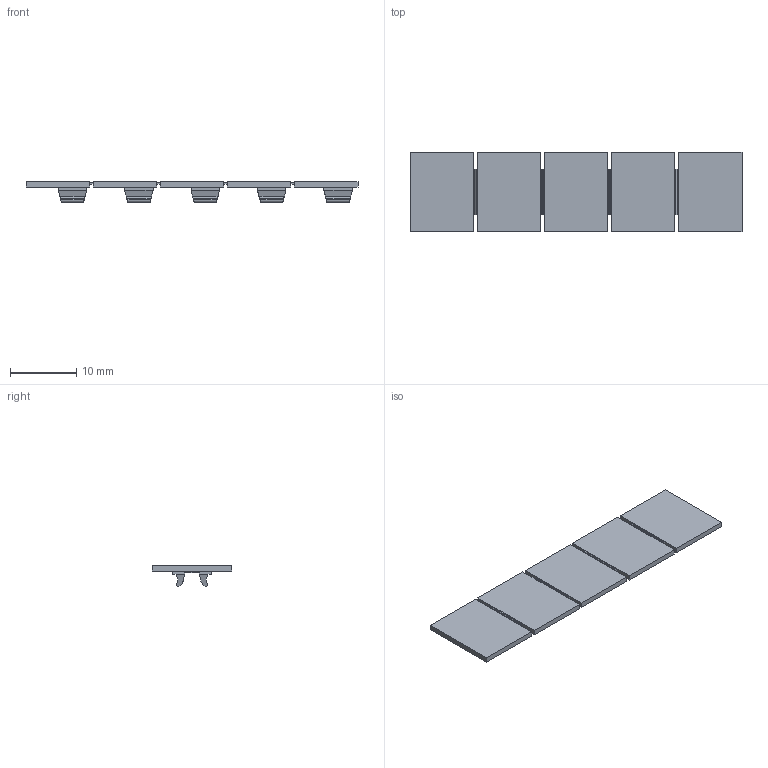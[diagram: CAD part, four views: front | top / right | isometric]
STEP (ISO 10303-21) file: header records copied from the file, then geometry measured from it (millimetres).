
FILE_DESCRIPTION(/* description */ (''),/* implementation_level */ '2;1');
FILE_NAME(/* name */ 'bstr10_12.stp',/* time_stamp */ '2012-01-18T09:57:06+01:00',/* author */ (''),/* organization */ (''),/* preprocessor_version */ 'ST-DEVELOPER v11',/* originating_system */ 'SIEMENS UGS NX 6.0',/* authorisation */ '');
FILE_SCHEMA (('CONFIG_CONTROL_DESIGN'));
Length unit declared in the file: millimetre
Products named in the file (1): bstr10_12
Bounding box: 50 x 12 x 3.1 mm (x, y, z)
Volume: 581.3 mm3; surface area: 1531.3 mm2
Topology: 1 solids, 1 shells, 173 faces, 454 edges, 296 vertices
Faces by surface type: plane 143, cylinder 15, extrusion 15
Entity records: 5724 total; most frequent: CARTESIAN_POINT 1379, ORIENTED_EDGE 908, DIRECTION 807, EDGE_CURVE 454, VECTOR 399, LINE 384, VERTEX_POINT 296, AXIS2_PLACEMENT_3D 204
